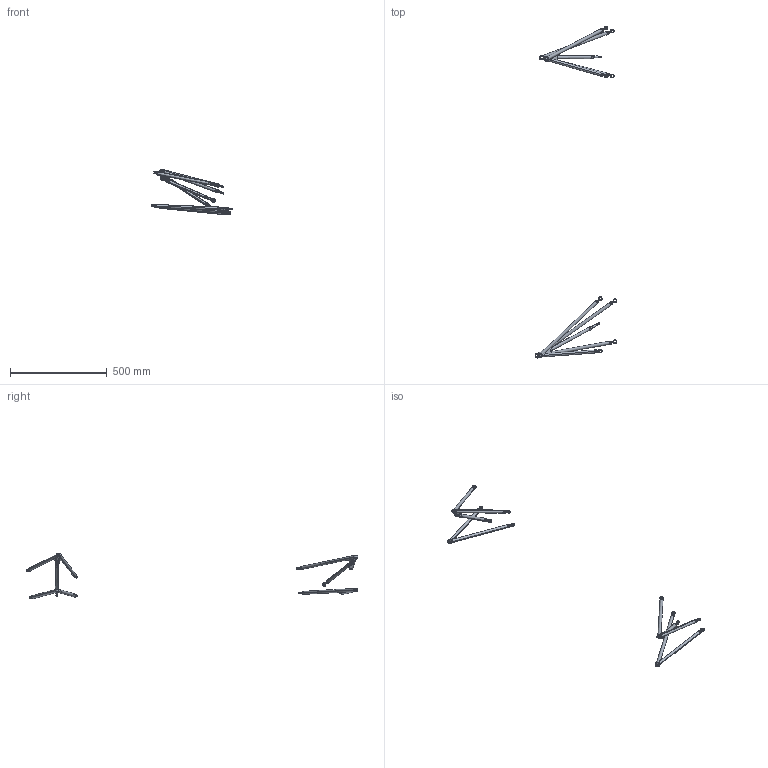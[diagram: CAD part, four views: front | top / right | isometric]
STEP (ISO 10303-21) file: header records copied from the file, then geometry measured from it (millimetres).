
FILE_DESCRIPTION (( 'STEP AP214' ), '1' );
FILE_NAME ('24-DYN-SUS-CTRL-ASSY.STEP', '2023-11-25T05:12:15', ( '' ), ( '' ), 'SwSTEP 2.0', 'SolidWorks 2023', '' );
FILE_SCHEMA (( 'AUTOMOTIVE_DESIGN' ));
Length unit declared in the file: inch
Products named in the file (19): 24-DYN-SUS-ROD-Reference_Front PR; 24-DYN-SUS-ROD_Front PR; Front Lower CTRL_Left; Rear Upper CTRL; 24-DYN-HDWR-XFL4_body_2458K322; 24-DYN-SUS-ROD_Rear PR; 24-DYN-SUS-CTRL-ASSY; Rear Lower CTRL_Left; Front Upper CTRL; 24-DYN-HDWR-RAB-4TG; 24-DYN-SUS-ROD-Reference_Rear PR; 24-HDWR-.25-28_92052A120_High-Strength Steel Thin Hex Nut_92052A120; 24-DYN-HLVL-wireframe_v1_Stiff Front ARB; Dummy_Pin_CA_FEA; 24-DYN-SUS-Tube Insert_INS-W2 Upper Control Arms; 24-DYN-SUS-Tube Insert_INS-W1 Lower Control Arms; 24-DYN-SUS-Hex Stock Tube Insert_STEEL; 24-DYN-HDWR-Tie Rod Double Adjuster; 24-DYN-HDWR-RAM-4TG_body_60645K121
Assembly tree (38 placements, depth 4):
  24-DYN-SUS-CTRL-ASSY
    Front Upper CTRL
    Front Lower CTRL_Left
    Rear Lower CTRL_Left
    Rear Upper CTRL
    24-DYN-SUS-Tube Insert_INS-W2 Upper Control Arms  x4
    24-DYN-SUS-Tube Insert_INS-W1 Lower Control Arms  x4
    24-DYN-HDWR-RAB-4TG  x8
      24-DYN-HDWR-RAM-4TG_body_60645K121
      24-HDWR-.25-28_92052A120_High-Strength Steel Thin Hex Nut_92052A120
    24-DYN-SUS-ROD-Reference_Rear PR
      24-DYN-HDWR-Tie Rod Double Adjuster
      24-DYN-HDWR-XFL4_body_2458K322
      24-DYN-SUS-ROD_Rear PR
      24-DYN-SUS-Hex Stock Tube Insert_STEEL  x2
      24-DYN-HDWR-RAB-4TG
        24-DYN-HDWR-RAM-4TG_body_60645K121
        24-HDWR-.25-28_92052A120_High-Strength Steel Thin Hex Nut_92052A120
    24-DYN-SUS-ROD-Reference_Front PR
      24-DYN-HDWR-Tie Rod Double Adjuster
      24-DYN-HDWR-XFL4_body_2458K322
      24-DYN-SUS-Hex Stock Tube Insert_STEEL  x2
      24-DYN-HDWR-RAB-4TG
        24-DYN-HDWR-RAM-4TG_body_60645K121
        24-HDWR-.25-28_92052A120_High-Strength Steel Thin Hex Nut_92052A120
      24-DYN-SUS-ROD_Front PR
    Dummy_Pin_CA_FEA  x2
  24-DYN-HLVL-wireframe_v1_Stiff Front ARB
Bounding box: 422.58 x 1716.24 x 235.65 mm (x, y, z)
Volume: 251756.3 mm3; surface area: 352513.5 mm2
Topology: 44 solids, 44 shells, 928 faces, 2095 edges, 1286 vertices
Faces by surface type: plane 316, cylinder 283, cone 236, torus 36, bspline 33, sphere 24
Entity records: 19151 total; most frequent: CARTESIAN_POINT 10159, ORIENTED_EDGE 1794, DIRECTION 1673, EDGE_CURVE 897, AXIS2_PLACEMENT_3D 685, VERTEX_POINT 569, EDGE_LOOP 424, FACE_OUTER_BOUND 368
